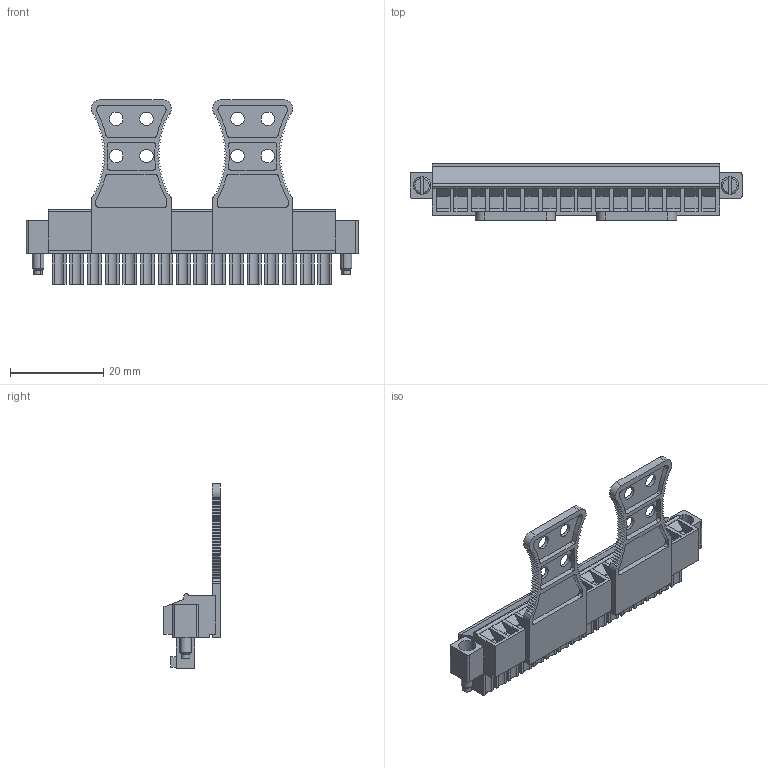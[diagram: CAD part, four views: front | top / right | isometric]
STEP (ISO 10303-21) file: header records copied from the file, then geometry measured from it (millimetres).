
FILE_DESCRIPTION(('CATIA V5 STEP Exchange','CAx-IF Rec.Pracs.--- Model Styling and Organization---1.2---2011-12-15'),'2;1');
FILE_NAME ('D1448179_0_1072250000_1072250000.stp','2018-09-19T13:28:36+00:00',('none'),('Weidmueller'),'CATIA Version 5-6 Release 2014','CATIA V5 STEP AP214','none');
FILE_SCHEMA(('AUTOMOTIVE_DESIGN { 1 0 10303 214 1 1 1 1 }'));
Length unit declared in the file: millimetre
Products named in the file (1): 1072250000
Bounding box: 71.35 x 12.2 x 39.75 mm (x, y, z)
Volume: 7303.7 mm3; surface area: 8344.6 mm2
Topology: 5 solids, 5 shells, 885 faces, 2383 edges, 1582 vertices
Faces by surface type: plane 671, cylinder 166, cone 40, torus 8
Entity records: 25465 total; most frequent: ORIENTED_EDGE 4766, CARTESIAN_POINT 4539, DIRECTION 3457, EDGE_CURVE 2383, VECTOR 1955, LINE 1955, VERTEX_POINT 1582, EDGE_LOOP 979
